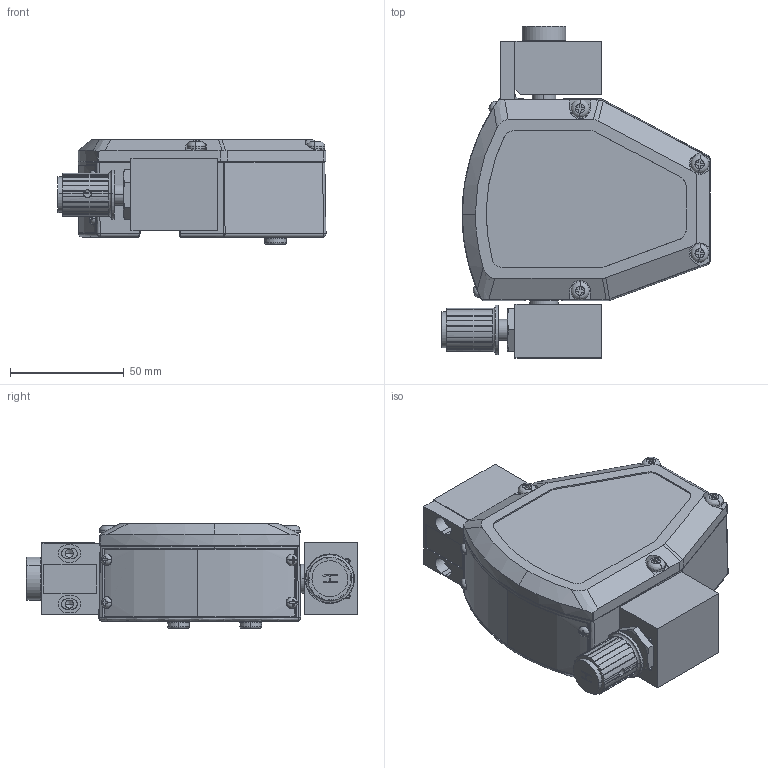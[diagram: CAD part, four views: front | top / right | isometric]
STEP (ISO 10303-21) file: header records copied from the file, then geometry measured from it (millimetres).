
FILE_DESCRIPTION (( 'STEP AP203' ), '1' );
FILE_NAME ('3750C-ABCDEF-1-D-A-A-A-D.STEP', '2019-06-06T18:08:42', ( '' ), ( '' ), 'SwSTEP 2.0', 'SolidWorks 2019', '' );
FILE_SCHEMA (( 'CONFIG_CONTROL_DESIGN' ));
Length unit declared in the file: inch
Products named in the file (1): 3750C-ABCDEF-1-D-A-A-A-D
Bounding box: 117.68 x 145.69 x 46.05 mm (x, y, z)
Surface area: 99909.4 mm2 (no closed solid volume)
Topology: 0 solids, 23 shells, 1062 faces, 2716 edges, 1713 vertices
Faces by surface type: plane 429, cylinder 299, cone 178, bspline 138, torus 18
Entity records: 37378 total; most frequent: CARTESIAN_POINT 13155, ORIENTED_EDGE 5320, DIRECTION 4630, EDGE_CURVE 2664, VERTEX_POINT 1713, AXIS2_PLACEMENT_3D 1712, LINE 1206, VECTOR 1206
